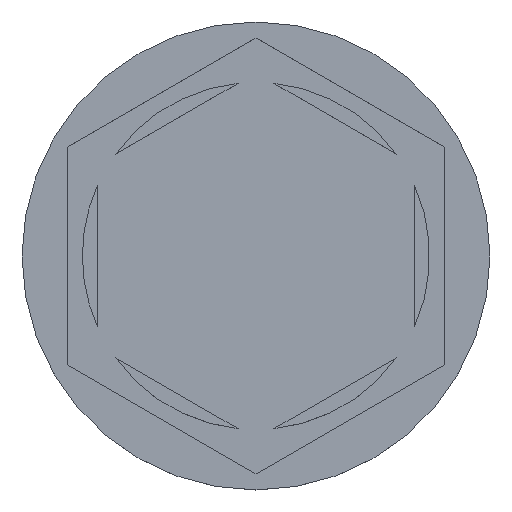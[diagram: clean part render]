
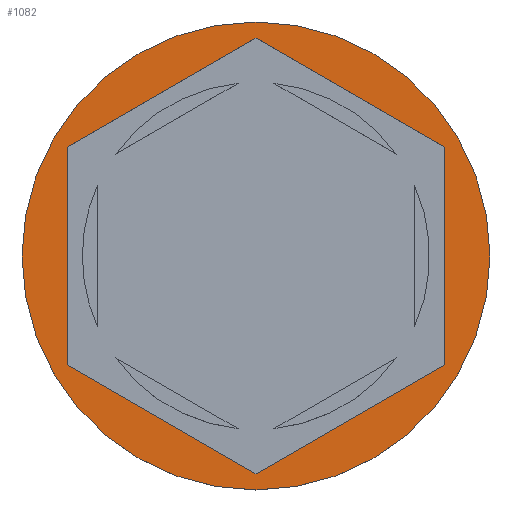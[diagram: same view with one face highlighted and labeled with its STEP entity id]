
A CAD part, top view. The second image highlights one B-rep face of the part: STEP entity #1082.
In plain terms, the highlighted planar face has unit normal (0, 0, 1).
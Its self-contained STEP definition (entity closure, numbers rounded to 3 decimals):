
#3 = ORIENTED_EDGE ( 'NONE', *, *, #552, .F. ) ;
#31 = CARTESIAN_POINT ( 'NONE',  ( 0., 0., 0. ) ) ;
#50 = LINE ( 'NONE', #1109, #262 ) ;
#54 = CARTESIAN_POINT ( 'NONE',  ( -6.25, 3.608, 0. ) ) ;
#63 = VECTOR ( 'NONE', #1189, 1000. ) ;
#70 = CARTESIAN_POINT ( 'NONE',  ( -6.25, -3.608, 0. ) ) ;
#98 = DIRECTION ( 'NONE',  ( 1., 0., 0. ) ) ;
#119 = ORIENTED_EDGE ( 'NONE', *, *, #1130, .F. ) ;
#141 = LINE ( 'NONE', #1906, #1644 ) ;
#188 = CIRCLE ( 'NONE', #1500, 7.75 ) ;
#209 = DIRECTION ( 'NONE',  ( 0., 0., 1. ) ) ;
#214 = CARTESIAN_POINT ( 'NONE',  ( 0., 7.217, 0. ) ) ;
#220 = VECTOR ( 'NONE', #2309, 1000. ) ;
#262 = VECTOR ( 'NONE', #952, 1000. ) ;
#282 = CARTESIAN_POINT ( 'NONE',  ( 0., 0., 0. ) ) ;
#350 = ORIENTED_EDGE ( 'NONE', *, *, #1969, .T. ) ;
#375 = AXIS2_PLACEMENT_3D ( 'NONE', #31, #1850, #1277 ) ;
#385 = EDGE_CURVE ( 'NONE', #1011, #853, #2049, .T. ) ;
#401 = FACE_OUTER_BOUND ( 'NONE', #1104, .T. ) ;
#450 = CARTESIAN_POINT ( 'NONE',  ( -6.25, -3.608, 0. ) ) ;
#495 = CARTESIAN_POINT ( 'NONE',  ( 0., 7.217, 0. ) ) ;
#552 = EDGE_CURVE ( 'NONE', #1025, #1931, #1568, .T. ) ;
#563 = VECTOR ( 'NONE', #1545, 1000. ) ;
#584 = EDGE_LOOP ( 'NONE', ( #609, #758, #2238, #1849, #119, #3 ) ) ;
#609 = ORIENTED_EDGE ( 'NONE', *, *, #1197, .F. ) ;
#690 = VERTEX_POINT ( 'NONE', #1446 ) ;
#691 = EDGE_CURVE ( 'NONE', #1758, #690, #1348, .T. ) ;
#694 = EDGE_CURVE ( 'NONE', #853, #1561, #50, .T. ) ;
#727 = CARTESIAN_POINT ( 'NONE',  ( 6.25, 3.608, 0. ) ) ;
#758 = ORIENTED_EDGE ( 'NONE', *, *, #1972, .F. ) ;
#783 = DIRECTION ( 'NONE',  ( 0., -1., 0. ) ) ;
#853 = VERTEX_POINT ( 'NONE', #2306 ) ;
#863 = DIRECTION ( 'NONE',  ( 0., 0., 1. ) ) ;
#897 = VECTOR ( 'NONE', #783, 1000. ) ;
#918 = ORIENTED_EDGE ( 'NONE', *, *, #691, .T. ) ;
#952 = DIRECTION ( 'NONE',  ( 0.866, 0.5, 0. ) ) ;
#1011 = VERTEX_POINT ( 'NONE', #70 ) ;
#1025 = VERTEX_POINT ( 'NONE', #214 ) ;
#1082 = ADVANCED_FACE ( 'NONE', ( #1491, #401 ), #1320, .T. ) ;
#1104 = EDGE_LOOP ( 'NONE', ( #350, #918 ) ) ;
#1109 = CARTESIAN_POINT ( 'NONE',  ( 0., -7.217, 0. ) ) ;
#1130 = EDGE_CURVE ( 'NONE', #1931, #1011, #2223, .T. ) ;
#1189 = DIRECTION ( 'NONE',  ( 0.866, -0.5, 0. ) ) ;
#1197 = EDGE_CURVE ( 'NONE', #1709, #1025, #141, .T. ) ;
#1277 = DIRECTION ( 'NONE',  ( 1., 0., 0. ) ) ;
#1283 = CARTESIAN_POINT ( 'NONE',  ( 0., 0., 0. ) ) ;
#1320 = PLANE ( 'NONE',  #375 ) ;
#1348 = CIRCLE ( 'NONE', #2178, 7.75 ) ;
#1446 = CARTESIAN_POINT ( 'NONE',  ( 7.75, 0., 0. ) ) ;
#1491 = FACE_BOUND ( 'NONE', #584, .T. ) ;
#1500 = AXIS2_PLACEMENT_3D ( 'NONE', #282, #863, #98 ) ;
#1532 = LINE ( 'NONE', #1744, #563 ) ;
#1545 = DIRECTION ( 'NONE',  ( 0., 1., 0. ) ) ;
#1561 = VERTEX_POINT ( 'NONE', #2275 ) ;
#1568 = LINE ( 'NONE', #495, #220 ) ;
#1644 = VECTOR ( 'NONE', #1749, 1000. ) ;
#1709 = VERTEX_POINT ( 'NONE', #727 ) ;
#1744 = CARTESIAN_POINT ( 'NONE',  ( 6.25, -3.608, 0. ) ) ;
#1749 = DIRECTION ( 'NONE',  ( -0.866, 0.5, 0. ) ) ;
#1758 = VERTEX_POINT ( 'NONE', #2239 ) ;
#1849 = ORIENTED_EDGE ( 'NONE', *, *, #385, .F. ) ;
#1850 = DIRECTION ( 'NONE',  ( 0., 0., 1. ) ) ;
#1906 = CARTESIAN_POINT ( 'NONE',  ( 6.25, 3.608, 0. ) ) ;
#1931 = VERTEX_POINT ( 'NONE', #2118 ) ;
#1969 = EDGE_CURVE ( 'NONE', #690, #1758, #188, .T. ) ;
#1972 = EDGE_CURVE ( 'NONE', #1561, #1709, #1532, .T. ) ;
#2012 = DIRECTION ( 'NONE',  ( 1., 0., 0. ) ) ;
#2049 = LINE ( 'NONE', #450, #63 ) ;
#2118 = CARTESIAN_POINT ( 'NONE',  ( -6.25, 3.608, 0. ) ) ;
#2178 = AXIS2_PLACEMENT_3D ( 'NONE', #1283, #209, #2012 ) ;
#2223 = LINE ( 'NONE', #54, #897 ) ;
#2238 = ORIENTED_EDGE ( 'NONE', *, *, #694, .F. ) ;
#2239 = CARTESIAN_POINT ( 'NONE',  ( -7.75, 0., 0. ) ) ;
#2275 = CARTESIAN_POINT ( 'NONE',  ( 6.25, -3.608, 0. ) ) ;
#2306 = CARTESIAN_POINT ( 'NONE',  ( 0., -7.217, 0. ) ) ;
#2309 = DIRECTION ( 'NONE',  ( -0.866, -0.5, 0. ) ) ;
